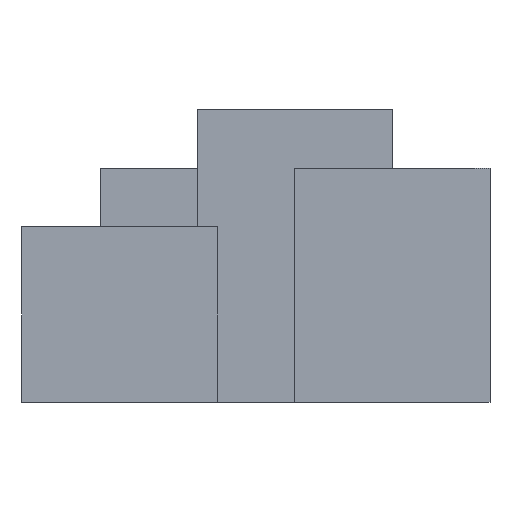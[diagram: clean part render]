
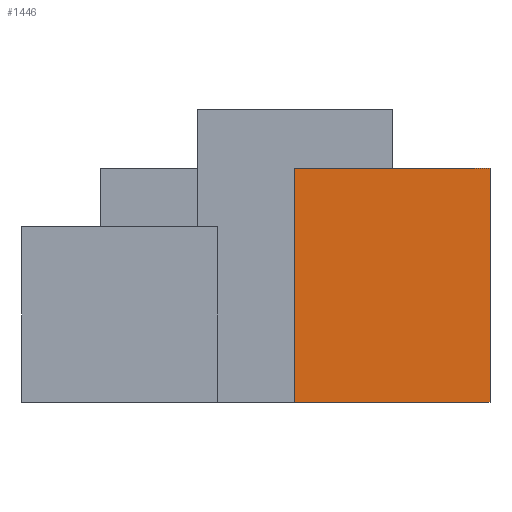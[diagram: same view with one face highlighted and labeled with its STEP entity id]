
A CAD part, left-side view. The second image highlights one B-rep face of the part: STEP entity #1446.
In plain terms, the highlighted planar face has unit normal (-1, 0, 0).
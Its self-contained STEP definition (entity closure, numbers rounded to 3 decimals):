
#1446=ADVANCED_FACE('',(#2066),#8930,.T.);
#2066=FACE_OUTER_BOUND('',#2687,.T.);
#2687=EDGE_LOOP('',(#3484,#3485,#3486,#3487));
#3484=ORIENTED_EDGE('',*,*,#6143,.T.);
#3485=ORIENTED_EDGE('',*,*,#6139,.T.);
#3486=ORIENTED_EDGE('',*,*,#6144,.F.);
#3487=ORIENTED_EDGE('',*,*,#6142,.F.);
#6139=EDGE_CURVE('',#8124,#8127,#7503,.T.);
#6142=EDGE_CURVE('',#8128,#8129,#7506,.T.);
#6143=EDGE_CURVE('',#8128,#8124,#7507,.T.);
#6144=EDGE_CURVE('',#8129,#8127,#7508,.T.);
#7503=B_SPLINE_CURVE_WITH_KNOTS('',1,(#9908,#9909),.UNSPECIFIED.,.F.,.F.,
(2,2),(0.,120.),.UNSPECIFIED.);
#7506=B_SPLINE_CURVE_WITH_KNOTS('',1,(#9914,#9915),.UNSPECIFIED.,.F.,.F.,
(2,2),(0.,120.),.UNSPECIFIED.);
#7507=B_SPLINE_CURVE_WITH_KNOTS('',1,(#9916,#9917),.UNSPECIFIED.,.F.,.F.,
(2,2),(300.,400.),.UNSPECIFIED.);
#7508=B_SPLINE_CURVE_WITH_KNOTS('',1,(#9918,#9919),.UNSPECIFIED.,.F.,.F.,
(2,2),(300.,400.),.UNSPECIFIED.);
#8124=VERTEX_POINT('',#9675);
#8127=VERTEX_POINT('',#9678);
#8128=VERTEX_POINT('',#9679);
#8129=VERTEX_POINT('',#9680);
#8930=PLANE('',#9157);
#9157=AXIS2_PLACEMENT_3D('',#9577,#9367,$);
#9367=DIRECTION('',(-1.,0.,0.));
#9577=CARTESIAN_POINT('',(-18.349,90.265,0.));
#9675=CARTESIAN_POINT('',(-18.349,-9.735,0.));
#9678=CARTESIAN_POINT('',(-18.349,-9.735,120.));
#9679=CARTESIAN_POINT('',(-18.349,90.265,0.));
#9680=CARTESIAN_POINT('',(-18.349,90.265,120.));
#9908=CARTESIAN_POINT('',(-18.349,-9.735,0.));
#9909=CARTESIAN_POINT('',(-18.349,-9.735,120.));
#9914=CARTESIAN_POINT('',(-18.349,90.265,0.));
#9915=CARTESIAN_POINT('',(-18.349,90.265,120.));
#9916=CARTESIAN_POINT('',(-18.349,90.265,0.));
#9917=CARTESIAN_POINT('',(-18.349,-9.735,0.));
#9918=CARTESIAN_POINT('',(-18.349,90.265,120.));
#9919=CARTESIAN_POINT('',(-18.349,-9.735,120.));
